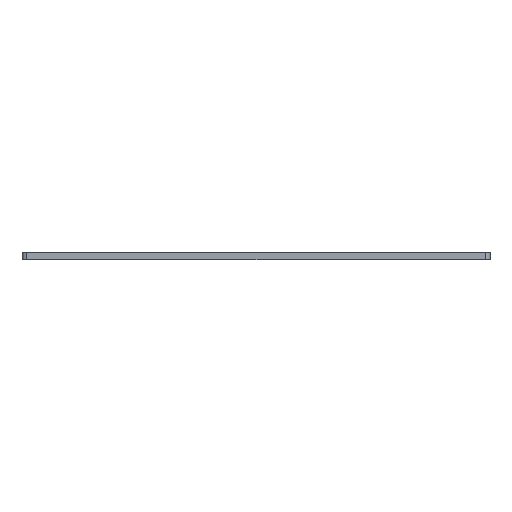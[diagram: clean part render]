
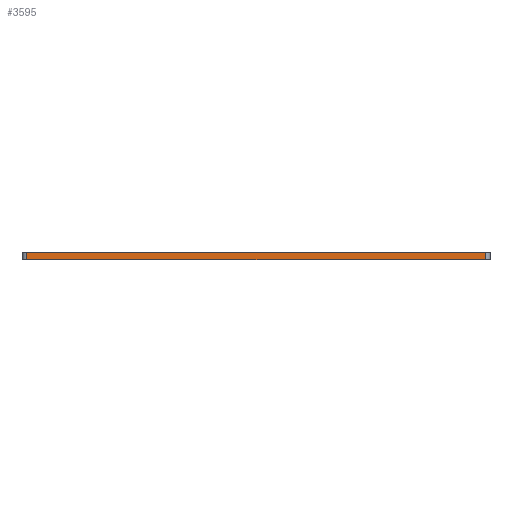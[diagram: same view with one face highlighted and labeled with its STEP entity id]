
A CAD part, front view. The second image highlights one B-rep face of the part: STEP entity #3595.
In plain terms, the highlighted planar face has unit normal (0, -1, 0).
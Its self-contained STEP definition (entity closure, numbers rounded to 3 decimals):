
#461=PLANE('',#4061);
#621=FACE_OUTER_BOUND('',#927,.T.);
#927=EDGE_LOOP('',(#3275,#3276,#3277,#3278));
#1076=LINE('',#5169,#1242);
#1229=LINE('',#6073,#1395);
#1239=LINE('',#6098,#1405);
#1240=LINE('',#6100,#1406);
#1242=VECTOR('',#4074,10.);
#1395=VECTOR('',#5125,10.);
#1405=VECTOR('',#5153,10.);
#1406=VECTOR('',#5156,10.);
#1713=VERTEX_POINT('',#5167);
#1714=VERTEX_POINT('',#5168);
#2015=VERTEX_POINT('',#6070);
#2022=VERTEX_POINT('',#6096);
#2026=EDGE_CURVE('',#1713,#1714,#1076,.T.);
#2478=EDGE_CURVE('',#2015,#1713,#1229,.T.);
#2491=EDGE_CURVE('',#2022,#1714,#1239,.T.);
#2492=EDGE_CURVE('',#2022,#2015,#1240,.T.);
#3275=ORIENTED_EDGE('',*,*,#2492,.F.);
#3276=ORIENTED_EDGE('',*,*,#2491,.T.);
#3277=ORIENTED_EDGE('',*,*,#2026,.F.);
#3278=ORIENTED_EDGE('',*,*,#2478,.F.);
#3595=ADVANCED_FACE('',(#621),#461,.T.);
#4061=AXIS2_PLACEMENT_3D('',#6099,#5154,#5155);
#4074=DIRECTION('',(1.,0.,0.));
#5125=DIRECTION('',(0.,0.,1.));
#5153=DIRECTION('',(0.,0.,1.));
#5154=DIRECTION('center_axis',(0.,-1.,0.));
#5155=DIRECTION('ref_axis',(1.,0.,0.));
#5156=DIRECTION('',(-1.,0.,0.));
#5167=CARTESIAN_POINT('',(16.,12.,17.));
#5168=CARTESIAN_POINT('',(404.,12.,17.));
#5169=CARTESIAN_POINT('',(113.,12.,17.));
#6070=CARTESIAN_POINT('',(16.,12.,11.));
#6073=CARTESIAN_POINT('',(16.,12.,11.));
#6096=CARTESIAN_POINT('',(404.,12.,11.));
#6098=CARTESIAN_POINT('',(404.,12.,11.));
#6099=CARTESIAN_POINT('Origin',(16.,12.,11.));
#6100=CARTESIAN_POINT('',(113.,12.,11.));
